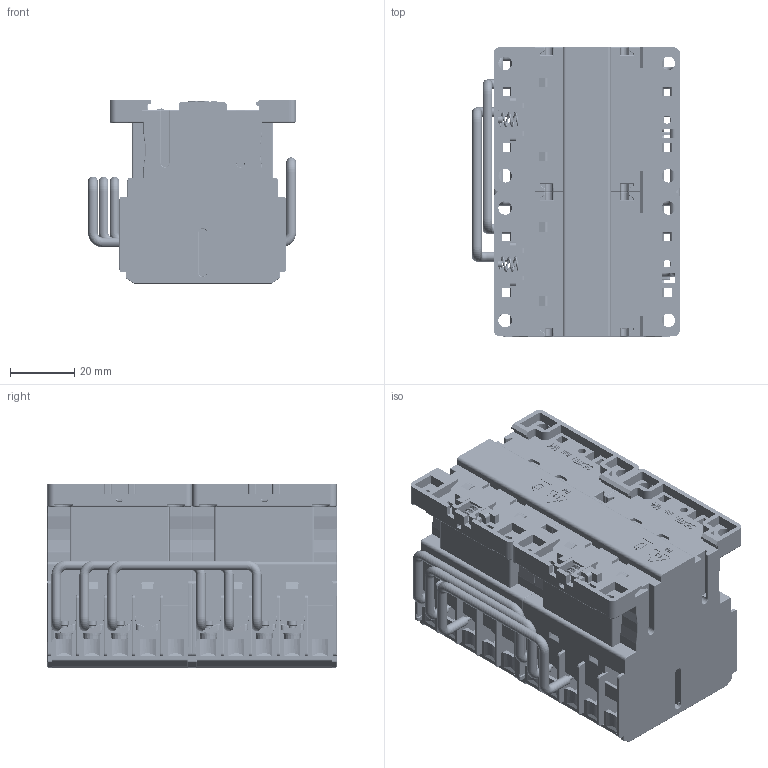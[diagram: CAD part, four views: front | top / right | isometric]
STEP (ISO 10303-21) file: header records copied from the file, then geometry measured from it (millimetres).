
FILE_DESCRIPTION((''),'2;1');
FILE_NAME('2ZTJ-438-005_1-36_SW0001','2024-03-11T17:08:49',('lili2'),(''),'CREO PARAMETRIC BY PTC INC, 2020044','CREO PARAMETRIC BY PTC INC, 2020044','');
FILE_SCHEMA(('CONFIG_CONTROL_DESIGN','SHAPE_APPEARANCE_LAYERS_GROUPS'));
Products named in the file (1): 2ZTJ-438-005_1-36_SW0001
Bounding box: 64.69 x 90 x 57 mm (x, y, z)
Volume: 172066 mm3; surface area: 96423.1 mm2
Topology: 17 solids, 17 shells, 8306 faces, 22851 edges, 14372 vertices
Faces by surface type: plane 5028, cylinder 2380, torus 412, sphere 200, cone 152, bspline 118, extrusion 16
Entity records: 369230 total; most frequent: CARTESIAN_POINT 93684, ORIENTED_EDGE 45614, DIRECTION 41342, EDGE_CURVE 22807, VECTOR 16486, LINE 16470, VERTEX_POINT 14372, AXIS2_PLACEMENT_3D 12428
